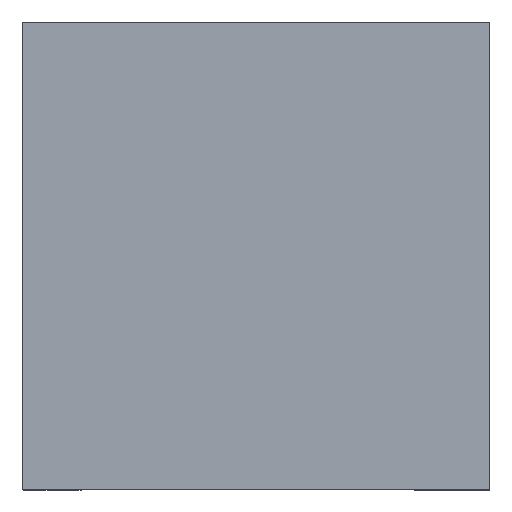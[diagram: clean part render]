
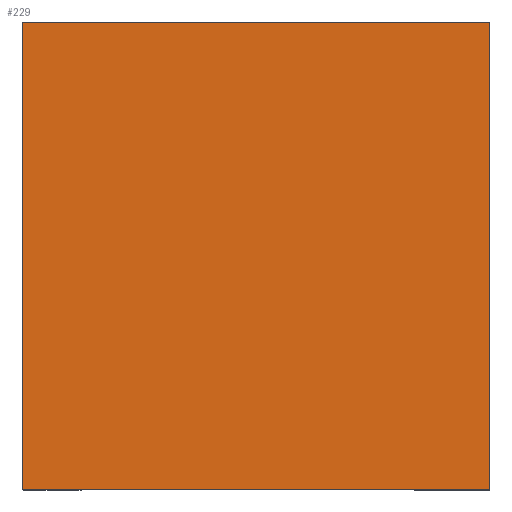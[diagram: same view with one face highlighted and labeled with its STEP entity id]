
A CAD part, left-side view. The second image highlights one B-rep face of the part: STEP entity #229.
In plain terms, the highlighted planar face has unit normal (-1, 0, 0).
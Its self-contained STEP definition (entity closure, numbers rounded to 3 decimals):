
#6 = CARTESIAN_POINT ( 'NONE',  ( -70., 2., 10. ) ) ;
#18 = DIRECTION ( 'NONE',  ( 0., 0., 1. ) ) ;
#27 = LINE ( 'NONE', #307, #329 ) ;
#51 = DIRECTION ( 'NONE',  ( 1., 0., 0. ) ) ;
#60 = ORIENTED_EDGE ( 'NONE', *, *, #409, .F. ) ;
#78 = VECTOR ( 'NONE', #18, 1000. ) ;
#89 = CARTESIAN_POINT ( 'NONE',  ( -70., 2., -10. ) ) ;
#121 = ORIENTED_EDGE ( 'NONE', *, *, #130, .T. ) ;
#130 = EDGE_CURVE ( 'NONE', #147, #368, #168, .T. ) ;
#147 = VERTEX_POINT ( 'NONE', #332 ) ;
#162 = DIRECTION ( 'NONE',  ( 0., 0., -1. ) ) ;
#168 = LINE ( 'NONE', #89, #188 ) ;
#188 = VECTOR ( 'NONE', #415, 1000. ) ;
#224 = DIRECTION ( 'NONE',  ( 0., -1., 0. ) ) ;
#229 = ADVANCED_FACE ( 'NONE', ( #446 ), #411, .F. ) ;
#262 = CARTESIAN_POINT ( 'NONE',  ( -70., 0., 10. ) ) ;
#269 = CARTESIAN_POINT ( 'NONE',  ( -70., 0., 10. ) ) ;
#272 = CARTESIAN_POINT ( 'NONE',  ( -70., 20., -10. ) ) ;
#280 = ORIENTED_EDGE ( 'NONE', *, *, #479, .F. ) ;
#307 = CARTESIAN_POINT ( 'NONE',  ( -70., 2., 10. ) ) ;
#329 = VECTOR ( 'NONE', #224, 1000. ) ;
#330 = VECTOR ( 'NONE', #514, 1000. ) ;
#332 = CARTESIAN_POINT ( 'NONE',  ( -70., 20., -10. ) ) ;
#355 = LINE ( 'NONE', #272, #330 ) ;
#368 = VERTEX_POINT ( 'NONE', #386 ) ;
#386 = CARTESIAN_POINT ( 'NONE',  ( -70., 0., -10. ) ) ;
#398 = VERTEX_POINT ( 'NONE', #500 ) ;
#399 = EDGE_CURVE ( 'NONE', #368, #443, #431, .T. ) ;
#409 = EDGE_CURVE ( 'NONE', #398, #443, #27, .T. ) ;
#411 = PLANE ( 'NONE',  #418 ) ;
#415 = DIRECTION ( 'NONE',  ( 0., -1., 0. ) ) ;
#418 = AXIS2_PLACEMENT_3D ( 'NONE', #6, #51, #162 ) ;
#431 = LINE ( 'NONE', #262, #78 ) ;
#442 = EDGE_LOOP ( 'NONE', ( #502, #60, #280, #121 ) ) ;
#443 = VERTEX_POINT ( 'NONE', #269 ) ;
#446 = FACE_OUTER_BOUND ( 'NONE', #442, .T. ) ;
#479 = EDGE_CURVE ( 'NONE', #147, #398, #355, .T. ) ;
#500 = CARTESIAN_POINT ( 'NONE',  ( -70., 20., 10. ) ) ;
#502 = ORIENTED_EDGE ( 'NONE', *, *, #399, .T. ) ;
#514 = DIRECTION ( 'NONE',  ( 0., 0., 1. ) ) ;
